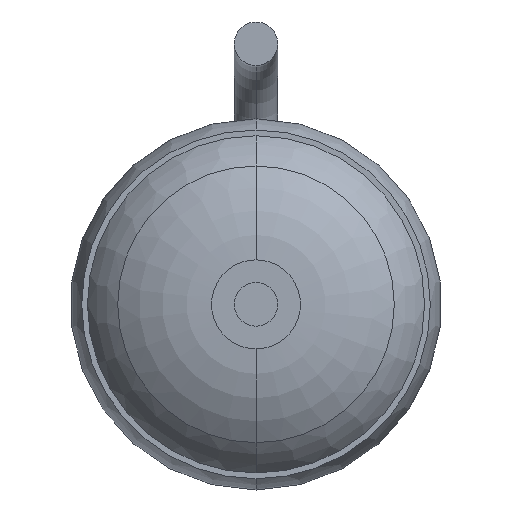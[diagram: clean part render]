
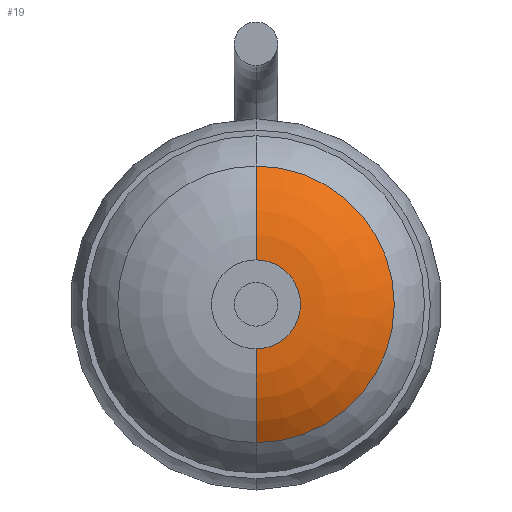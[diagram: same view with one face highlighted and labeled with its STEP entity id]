
A CAD part, front view. The second image highlights one B-rep face of the part: STEP entity #19.
In plain terms, the highlighted toroidal (fillet/blend) face has major radius 0.868 mm and minor radius 3.058 mm.
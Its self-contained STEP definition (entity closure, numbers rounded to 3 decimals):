
#19 = ADVANCED_FACE ( 'NONE', ( #1413 ), #1008, .T. ) ;
#23 = EDGE_CURVE ( 'NONE', #720, #1298, #560, .T. ) ;
#52 = DIRECTION ( 'NONE',  ( 0., -1., 0. ) ) ;
#169 = CARTESIAN_POINT ( 'NONE',  ( 0., -5.592, 0. ) ) ;
#198 = AXIS2_PLACEMENT_3D ( 'NONE', #1019, #1005, #1110 ) ;
#220 = EDGE_CURVE ( 'NONE', #1366, #720, #1076, .T. ) ;
#247 = ORIENTED_EDGE ( 'NONE', *, *, #783, .F. ) ;
#302 = DIRECTION ( 'NONE',  ( 0., -1., 0. ) ) ;
#417 = ORIENTED_EDGE ( 'NONE', *, *, #220, .T. ) ;
#427 = DIRECTION ( 'NONE',  ( 0., 0., 1. ) ) ;
#508 = CARTESIAN_POINT ( 'NONE',  ( 0., -8.65, -0.868 ) ) ;
#530 = DIRECTION ( 'NONE',  ( -1., 0., 0. ) ) ;
#560 = CIRCLE ( 'NONE', #759, 3.058 ) ;
#617 = CIRCLE ( 'NONE', #991, 0.868 ) ;
#626 = DIRECTION ( 'NONE',  ( 0., 0., -1. ) ) ;
#720 = VERTEX_POINT ( 'NONE', #1425 ) ;
#731 = ORIENTED_EDGE ( 'NONE', *, *, #23, .T. ) ;
#759 = AXIS2_PLACEMENT_3D ( 'NONE', #840, #1402, #1270 ) ;
#783 = EDGE_CURVE ( 'NONE', #785, #1298, #617, .T. ) ;
#785 = VERTEX_POINT ( 'NONE', #508 ) ;
#840 = CARTESIAN_POINT ( 'NONE',  ( 0., -5.592, 0.868 ) ) ;
#867 = EDGE_LOOP ( 'NONE', ( #417, #731, #247, #1148 ) ) ;
#877 = CARTESIAN_POINT ( 'NONE',  ( 0., -8.043, -2.696 ) ) ;
#892 = CARTESIAN_POINT ( 'NONE',  ( 0., -5.592, -0.868 ) ) ;
#991 = AXIS2_PLACEMENT_3D ( 'NONE', #1071, #302, #626 ) ;
#1005 = DIRECTION ( 'NONE',  ( 0., -1., 0. ) ) ;
#1008 = TOROIDAL_SURFACE ( 'NONE', #1196, 0.868, 3.058 ) ;
#1012 = CIRCLE ( 'NONE', #1380, 3.058 ) ;
#1019 = CARTESIAN_POINT ( 'NONE',  ( 0., -8.043, 0. ) ) ;
#1051 = DIRECTION ( 'NONE',  ( 0., 0., -1. ) ) ;
#1071 = CARTESIAN_POINT ( 'NONE',  ( 0., -8.65, 0. ) ) ;
#1076 = CIRCLE ( 'NONE', #198, 2.696 ) ;
#1110 = DIRECTION ( 'NONE',  ( 0., 0., -1. ) ) ;
#1148 = ORIENTED_EDGE ( 'NONE', *, *, #1343, .F. ) ;
#1196 = AXIS2_PLACEMENT_3D ( 'NONE', #169, #52, #1051 ) ;
#1270 = DIRECTION ( 'NONE',  ( 0., 0., -1. ) ) ;
#1278 = CARTESIAN_POINT ( 'NONE',  ( 0., -8.65, 0.868 ) ) ;
#1298 = VERTEX_POINT ( 'NONE', #1278 ) ;
#1343 = EDGE_CURVE ( 'NONE', #1366, #785, #1012, .T. ) ;
#1366 = VERTEX_POINT ( 'NONE', #877 ) ;
#1380 = AXIS2_PLACEMENT_3D ( 'NONE', #892, #530, #427 ) ;
#1402 = DIRECTION ( 'NONE',  ( 1., 0., 0. ) ) ;
#1413 = FACE_OUTER_BOUND ( 'NONE', #867, .T. ) ;
#1425 = CARTESIAN_POINT ( 'NONE',  ( 0., -8.043, 2.696 ) ) ;
